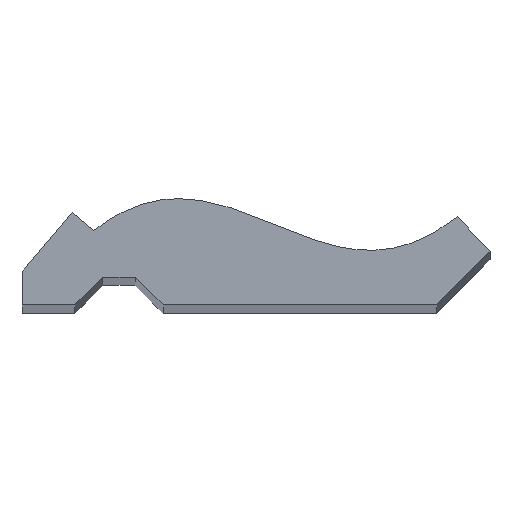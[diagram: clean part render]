
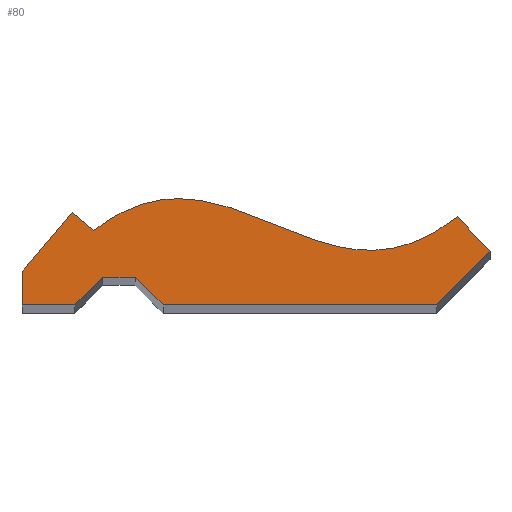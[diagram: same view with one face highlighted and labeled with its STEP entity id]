
A CAD part, top view. The second image highlights one B-rep face of the part: STEP entity #80.
In plain terms, the highlighted planar face has unit normal (0, 0, 1).
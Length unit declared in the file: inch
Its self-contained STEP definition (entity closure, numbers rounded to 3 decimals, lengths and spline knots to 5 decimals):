
#1 = EDGE_CURVE ( 'NONE', #468, #307, #85, .T. ) ;
#4 = DIRECTION ( 'NONE',  ( -0.764, 0.645, 0. ) ) ;
#7 = DIRECTION ( 'NONE',  ( 1., 0., 0. ) ) ;
#13 = CARTESIAN_POINT ( 'NONE',  ( 0.60185, 0.20815, 18. ) ) ;
#14 = ORIENTED_EDGE ( 'NONE', *, *, #363, .T. ) ;
#23 = AXIS2_PLACEMENT_3D ( 'NONE', #405, #234, #70 ) ;
#25 = ORIENTED_EDGE ( 'NONE', *, *, #248, .T. ) ;
#30 = VECTOR ( 'NONE', #60, 39.37008 ) ;
#35 = ORIENTED_EDGE ( 'NONE', *, *, #221, .T. ) ;
#39 = VECTOR ( 'NONE', #384, 39.37008 ) ;
#40 = VERTEX_POINT ( 'NONE', #147 ) ;
#42 = CARTESIAN_POINT ( 'NONE',  ( 3.24606, 0.65748, 18. ) ) ;
#44 = CARTESIAN_POINT ( 'NONE',  ( 0., 0.24528, 18. ) ) ;
#45 = LINE ( 'NONE', #322, #469 ) ;
#46 = DIRECTION ( 'NONE',  ( 1., 0., 0. ) ) ;
#50 = VERTEX_POINT ( 'NONE', #365 ) ;
#54 = LINE ( 'NONE', #414, #437 ) ;
#56 = LINE ( 'NONE', #164, #39 ) ;
#58 = ORIENTED_EDGE ( 'NONE', *, *, #272, .T. ) ;
#60 = DIRECTION ( 'NONE',  ( -0.682, 0.731, 0. ) ) ;
#70 = DIRECTION ( 'NONE',  ( 1., 0., 0. ) ) ;
#79 = ORIENTED_EDGE ( 'NONE', *, *, #237, .T. ) ;
#80 = ADVANCED_FACE ( 'NONE', ( #451 ), #373, .T. ) ;
#85 = LINE ( 'NONE', #408, #464 ) ;
#87 = CARTESIAN_POINT ( 'NONE',  ( 3.24606, 0.65748, 18. ) ) ;
#113 = VERTEX_POINT ( 'NONE', #197 ) ;
#118 = CARTESIAN_POINT ( 'NONE',  ( 0.37441, 0.68884, 18. ) ) ;
#124 = VERTEX_POINT ( 'NONE', #238 ) ;
#125 = DIRECTION ( 'NONE',  ( 0.707, 0.707, 0. ) ) ;
#127 = CARTESIAN_POINT ( 'NONE',  ( 1.55031, 1.34476, 18. ) ) ;
#132 = EDGE_CURVE ( 'NONE', #251, #468, #205, .T. ) ;
#137 = LINE ( 'NONE', #13, #332 ) ;
#144 = VERTEX_POINT ( 'NONE', #347 ) ;
#147 = CARTESIAN_POINT ( 'NONE',  ( 1.05209, 0., 18. ) ) ;
#164 = CARTESIAN_POINT ( 'NONE',  ( 0.84394, 0.20815, 18. ) ) ;
#175 = VERTEX_POINT ( 'NONE', #445 ) ;
#178 = DIRECTION ( 'NONE',  ( 0., -1., 0. ) ) ;
#180 = LINE ( 'NONE', #423, #455 ) ;
#184 = EDGE_CURVE ( 'NONE', #124, #258, #54, .T. ) ;
#194 = VECTOR ( 'NONE', #217, 39.37008 ) ;
#197 = CARTESIAN_POINT ( 'NONE',  ( 3.48819, 0.39803, 18. ) ) ;
#205 = LINE ( 'NONE', #118, #293 ) ;
#208 = LINE ( 'NONE', #395, #194 ) ;
#209 = CARTESIAN_POINT ( 'NONE',  ( 0.3937, 0., 18. ) ) ;
#217 = DIRECTION ( 'NONE',  ( 1., 0., 0. ) ) ;
#218 = VERTEX_POINT ( 'NONE', #42 ) ;
#219 = LINE ( 'NONE', #397, #398 ) ;
#221 = EDGE_CURVE ( 'NONE', #50, #113, #45, .T. ) ;
#233 = DIRECTION ( 'NONE',  ( -0.645, -0.764, 0. ) ) ;
#234 = DIRECTION ( 'NONE',  ( 0., 0., 1. ) ) ;
#237 = EDGE_CURVE ( 'NONE', #175, #40, #56, .T. ) ;
#238 = CARTESIAN_POINT ( 'NONE',  ( 0., 0., 18. ) ) ;
#243 = ORIENTED_EDGE ( 'NONE', *, *, #409, .T. ) ;
#248 = EDGE_CURVE ( 'NONE', #218, #251, #252, .T. ) ;
#251 = VERTEX_POINT ( 'NONE', #324 ) ;
#252 = B_SPLINE_CURVE_WITH_KNOTS ( 'NONE', 3,
 ( #87, #450, #127, #386 ),
 .UNSPECIFIED., .F., .F.,
 ( 4, 4 ),
 ( 0., 1. ),
 .UNSPECIFIED. ) ;
#258 = VERTEX_POINT ( 'NONE', #209 ) ;
#272 = EDGE_CURVE ( 'NONE', #144, #175, #137, .T. ) ;
#289 = DIRECTION ( 'NONE',  ( 0.707, 0.707, 0. ) ) ;
#291 = ORIENTED_EDGE ( 'NONE', *, *, #325, .T. ) ;
#293 = VECTOR ( 'NONE', #4, 39.37008 ) ;
#301 = ORIENTED_EDGE ( 'NONE', *, *, #184, .T. ) ;
#307 = VERTEX_POINT ( 'NONE', #44 ) ;
#322 = CARTESIAN_POINT ( 'NONE',  ( 3.09016, 0., 18. ) ) ;
#323 = LINE ( 'NONE', #337, #30 ) ;
#324 = CARTESIAN_POINT ( 'NONE',  ( 0.53391, 0.5542, 18. ) ) ;
#325 = EDGE_CURVE ( 'NONE', #113, #218, #323, .T. ) ;
#331 = ORIENTED_EDGE ( 'NONE', *, *, #454, .T. ) ;
#332 = VECTOR ( 'NONE', #46, 39.37008 ) ;
#336 = ORIENTED_EDGE ( 'NONE', *, *, #132, .T. ) ;
#337 = CARTESIAN_POINT ( 'NONE',  ( 3.48819, 0.39803, 18. ) ) ;
#343 = EDGE_LOOP ( 'NONE', ( #301, #331, #58, #79, #243, #35, #291, #25, #336, #402, #14 ) ) ;
#347 = CARTESIAN_POINT ( 'NONE',  ( 0.60185, 0.20815, 18. ) ) ;
#357 = CARTESIAN_POINT ( 'NONE',  ( 0.37441, 0.68884, 18. ) ) ;
#363 = EDGE_CURVE ( 'NONE', #307, #124, #219, .T. ) ;
#365 = CARTESIAN_POINT ( 'NONE',  ( 3.09016, 0., 18. ) ) ;
#373 = PLANE ( 'NONE',  #23 ) ;
#384 = DIRECTION ( 'NONE',  ( 0.707, -0.707, 0. ) ) ;
#386 = CARTESIAN_POINT ( 'NONE',  ( 0.53391, 0.5542, 18. ) ) ;
#395 = CARTESIAN_POINT ( 'NONE',  ( 1.05209, 0., 18. ) ) ;
#397 = CARTESIAN_POINT ( 'NONE',  ( 0., 0., 18. ) ) ;
#398 = VECTOR ( 'NONE', #178, 39.37008 ) ;
#402 = ORIENTED_EDGE ( 'NONE', *, *, #1, .T. ) ;
#405 = CARTESIAN_POINT ( 'NONE',  ( 1.88702, 0.59703, 18. ) ) ;
#408 = CARTESIAN_POINT ( 'NONE',  ( 0., 0.24528, 18. ) ) ;
#409 = EDGE_CURVE ( 'NONE', #40, #50, #208, .T. ) ;
#414 = CARTESIAN_POINT ( 'NONE',  ( 0., 0., 18. ) ) ;
#423 = CARTESIAN_POINT ( 'NONE',  ( 0.3937, 0., 18. ) ) ;
#437 = VECTOR ( 'NONE', #7, 39.37008 ) ;
#445 = CARTESIAN_POINT ( 'NONE',  ( 0.84394, 0.20815, 18. ) ) ;
#450 = CARTESIAN_POINT ( 'NONE',  ( 2.22175, -0.15657, 18. ) ) ;
#451 = FACE_OUTER_BOUND ( 'NONE', #343, .T. ) ;
#454 = EDGE_CURVE ( 'NONE', #258, #144, #180, .T. ) ;
#455 = VECTOR ( 'NONE', #289, 39.37008 ) ;
#464 = VECTOR ( 'NONE', #233, 39.37008 ) ;
#468 = VERTEX_POINT ( 'NONE', #357 ) ;
#469 = VECTOR ( 'NONE', #125, 39.37008 ) ;
